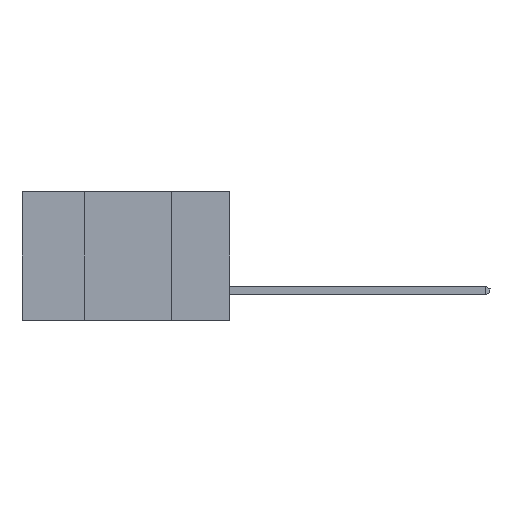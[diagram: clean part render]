
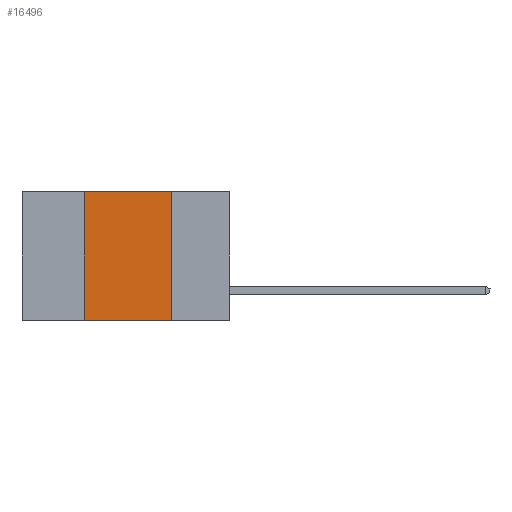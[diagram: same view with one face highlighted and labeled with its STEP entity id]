
A CAD part, left-side view. The second image highlights one B-rep face of the part: STEP entity #16496.
In plain terms, the highlighted planar face has unit normal (-1, 0, 0).
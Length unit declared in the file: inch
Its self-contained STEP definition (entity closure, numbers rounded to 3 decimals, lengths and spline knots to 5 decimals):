
#239 = FACE_OUTER_BOUND ( 'NONE', #652, .T. ) ;
#410 = DIRECTION ( 'NONE',  ( 1., 0., 0. ) ) ;
#652 = EDGE_LOOP ( 'NONE', ( #12022, #4509, #7930, #3982 ) ) ;
#1997 = DIRECTION ( 'NONE',  ( 0., 0., -1. ) ) ;
#2940 = VECTOR ( 'NONE', #12292, 39.37008 ) ;
#3047 = EDGE_CURVE ( 'NONE', #9326, #13329, #7056, .T. ) ;
#3240 = VECTOR ( 'NONE', #1997, 39.37008 ) ;
#3982 = ORIENTED_EDGE ( 'NONE', *, *, #9568, .T. ) ;
#4509 = ORIENTED_EDGE ( 'NONE', *, *, #13784, .F. ) ;
#7056 = LINE ( 'NONE', #12047, #7236 ) ;
#7058 = AXIS2_PLACEMENT_3D ( 'NONE', #15507, #410, #11889 ) ;
#7136 = CARTESIAN_POINT ( 'NONE',  ( 0., 0.6, 0. ) ) ;
#7236 = VECTOR ( 'NONE', #12129, 39.37008 ) ;
#7930 = ORIENTED_EDGE ( 'NONE', *, *, #3047, .F. ) ;
#7980 = CARTESIAN_POINT ( 'NONE',  ( 0., 0.6, -0.37 ) ) ;
#8692 = CARTESIAN_POINT ( 'NONE',  ( 0., 0.17, 0. ) ) ;
#9260 = VECTOR ( 'NONE', #13140, 39.37008 ) ;
#9326 = VERTEX_POINT ( 'NONE', #15941 ) ;
#9328 = LINE ( 'NONE', #7980, #9260 ) ;
#9568 = EDGE_CURVE ( 'NONE', #9326, #13519, #9328, .T. ) ;
#10285 = CARTESIAN_POINT ( 'NONE',  ( 0., 0.17, -0.37 ) ) ;
#10535 = PLANE ( 'NONE',  #7058 ) ;
#10860 = LINE ( 'NONE', #7136, #2940 ) ;
#11889 = DIRECTION ( 'NONE',  ( 0., 0., -1. ) ) ;
#12022 = ORIENTED_EDGE ( 'NONE', *, *, #16173, .F. ) ;
#12047 = CARTESIAN_POINT ( 'NONE',  ( 0., 0.42, -0.37 ) ) ;
#12129 = DIRECTION ( 'NONE',  ( 0., 0., 1. ) ) ;
#12292 = DIRECTION ( 'NONE',  ( 0., -1., 0. ) ) ;
#13140 = DIRECTION ( 'NONE',  ( 0., -1., 0. ) ) ;
#13172 = VERTEX_POINT ( 'NONE', #8692 ) ;
#13256 = CARTESIAN_POINT ( 'NONE',  ( 0., 0.42, 0. ) ) ;
#13329 = VERTEX_POINT ( 'NONE', #13256 ) ;
#13519 = VERTEX_POINT ( 'NONE', #10285 ) ;
#13589 = CARTESIAN_POINT ( 'NONE',  ( 0., 0.17, -0.37 ) ) ;
#13747 = LINE ( 'NONE', #13589, #3240 ) ;
#13784 = EDGE_CURVE ( 'NONE', #13329, #13172, #10860, .T. ) ;
#15507 = CARTESIAN_POINT ( 'NONE',  ( 0., 0.6, 0. ) ) ;
#15941 = CARTESIAN_POINT ( 'NONE',  ( 0., 0.42, -0.37 ) ) ;
#16173 = EDGE_CURVE ( 'NONE', #13172, #13519, #13747, .T. ) ;
#16496 = ADVANCED_FACE ( 'NONE', ( #239 ), #10535, .F. ) ;
